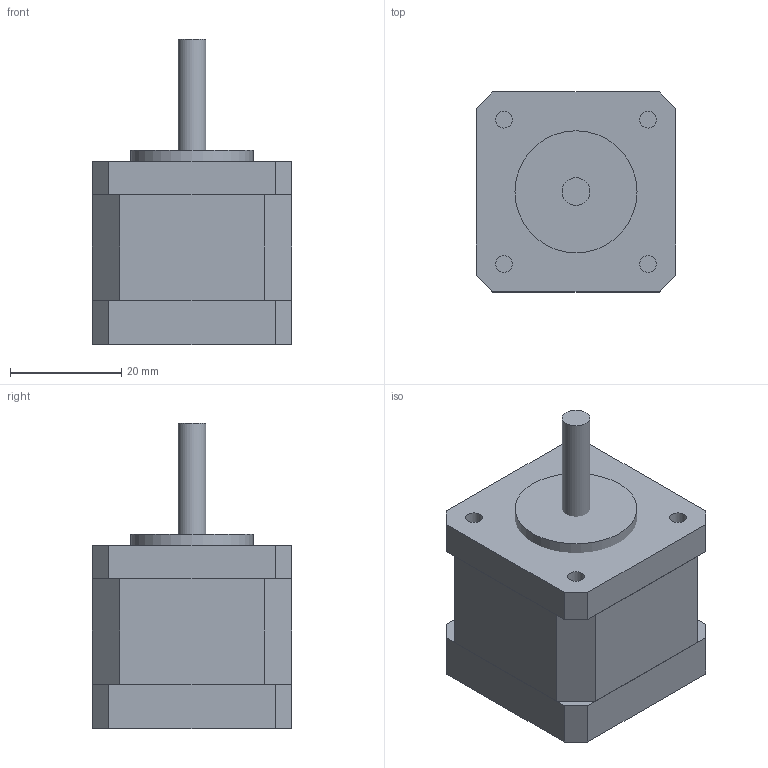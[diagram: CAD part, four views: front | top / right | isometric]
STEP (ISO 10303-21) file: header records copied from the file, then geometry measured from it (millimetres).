
FILE_DESCRIPTION(('FreeCAD Model'),'2;1');
FILE_NAME('NEMA14.step', '2020-03-11T10:40:10',('Author'),(''), 'Open CASCADE STEP processor 7.3','FreeCAD','Unknown');
FILE_SCHEMA(('AUTOMOTIVE_DESIGN { 1 0 10303 214 1 1 1 1 }'));
Length unit declared in the file: millimetre
Products named in the file (6): NEMA14-34mm-Z; Cilindro006; Cilindro007; Chamfer003; Chamfer004; Cut003
Assembly tree (5 placements, depth 2):
  NEMA14-34mm-Z
    Cilindro006
    Cilindro007
    Chamfer003
    Chamfer004
    Cut003
Bounding box: 36 x 36 x 55 mm (x, y, z)
Volume: 55466 mm3; surface area: 16145.8 mm2
Topology: 5 solids, 5 shells, 44 faces, 90 edges, 60 vertices
Faces by surface type: plane 38, cylinder 6
Full cylindrical faces by diameter (mm): 3 x4, 5 x1, 22 x1
Entity records: 2638 total; most frequent: DIRECTION 382, CARTESIAN_POINT 380, LINE 246, VECTOR 246, ORIENTED_EDGE 180, PCURVE 180, DEFINITIONAL_REPRESENTATION 180, EDGE_CURVE 90
